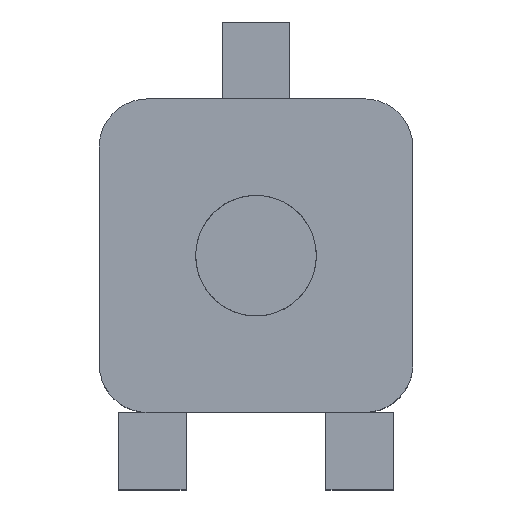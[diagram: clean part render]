
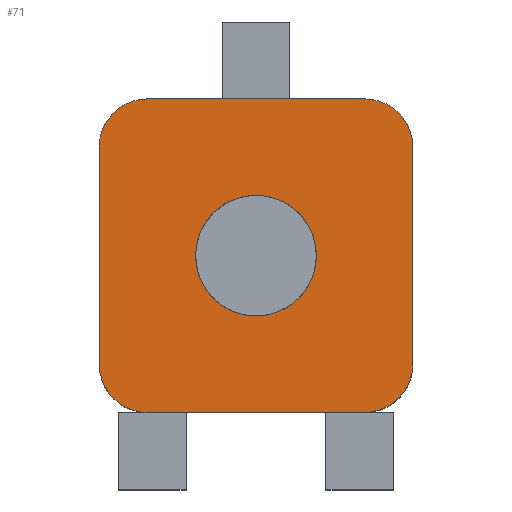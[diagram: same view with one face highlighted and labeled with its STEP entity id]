
A CAD part, top view. The second image highlights one B-rep face of the part: STEP entity #71.
In plain terms, the highlighted planar face has unit normal (0, 0, 1).
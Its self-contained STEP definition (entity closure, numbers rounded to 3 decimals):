
#68=FACE_BOUND('',#142,.T.);
#71=ADVANCED_FACE('',(#106,#68),#521,.T.);
#106=FACE_OUTER_BOUND('',#141,.T.);
#141=EDGE_LOOP('',(#187,#188,#189,#190,#191,#192,#193,#194));
#142=EDGE_LOOP('',(#195,#196));
#187=ORIENTED_EDGE('',*,*,#329,.T.);
#188=ORIENTED_EDGE('',*,*,#341,.T.);
#189=ORIENTED_EDGE('',*,*,#323,.T.);
#190=ORIENTED_EDGE('',*,*,#339,.T.);
#191=ORIENTED_EDGE('',*,*,#325,.T.);
#192=ORIENTED_EDGE('',*,*,#343,.T.);
#193=ORIENTED_EDGE('',*,*,#327,.T.);
#194=ORIENTED_EDGE('',*,*,#345,.T.);
#195=ORIENTED_EDGE('',*,*,#348,.F.);
#196=ORIENTED_EDGE('',*,*,#321,.F.);
#321=EDGE_CURVE('',#464,#482,#445,.T.);
#323=EDGE_CURVE('',#468,#467,#392,.T.);
#325=EDGE_CURVE('',#472,#471,#394,.T.);
#327=EDGE_CURVE('',#476,#475,#396,.T.);
#329=EDGE_CURVE('',#480,#479,#398,.T.);
#339=EDGE_CURVE('',#467,#472,#447,.T.);
#341=EDGE_CURVE('',#479,#468,#449,.T.);
#343=EDGE_CURVE('',#471,#476,#451,.T.);
#345=EDGE_CURVE('',#475,#480,#453,.T.);
#348=EDGE_CURVE('',#482,#464,#456,.T.);
#392=B_SPLINE_CURVE_WITH_KNOTS('',1,(#711,#712),.UNSPECIFIED.,.F.,.F.,(2,
2),(1.,5.5),.UNSPECIFIED.);
#394=B_SPLINE_CURVE_WITH_KNOTS('',1,(#715,#716),.UNSPECIFIED.,.F.,.F.,(2,
2),(7.5,12.),.UNSPECIFIED.);
#396=B_SPLINE_CURVE_WITH_KNOTS('',1,(#719,#720),.UNSPECIFIED.,.F.,.F.,(2,
2),(14.,18.5),.UNSPECIFIED.);
#398=B_SPLINE_CURVE_WITH_KNOTS('',1,(#723,#724),.UNSPECIFIED.,.F.,.F.,(2,
2),(20.5,25.),.UNSPECIFIED.);
#445=(
BOUNDED_CURVE()
B_SPLINE_CURVE(2,(#704,#705,#706,#707,#708),.UNSPECIFIED.,.F.,.F.)
B_SPLINE_CURVE_WITH_KNOTS((3,2,3),(0.,1.963,3.927),
 .UNSPECIFIED.)
CURVE()
GEOMETRIC_REPRESENTATION_ITEM()
RATIONAL_B_SPLINE_CURVE((1.,0.707,1.,0.707,1.))
REPRESENTATION_ITEM('')
);
#447=(
BOUNDED_CURVE()
B_SPLINE_CURVE(2,(#744,#745,#746),.UNSPECIFIED.,.F.,.F.)
B_SPLINE_CURVE_WITH_KNOTS((3,3),(0.,1.571),.UNSPECIFIED.)
CURVE()
GEOMETRIC_REPRESENTATION_ITEM()
RATIONAL_B_SPLINE_CURVE((1.,0.707,1.))
REPRESENTATION_ITEM('')
);
#449=(
BOUNDED_CURVE()
B_SPLINE_CURVE(2,(#750,#751,#752),.UNSPECIFIED.,.F.,.F.)
B_SPLINE_CURVE_WITH_KNOTS((3,3),(-1.571,0.),.UNSPECIFIED.)
CURVE()
GEOMETRIC_REPRESENTATION_ITEM()
RATIONAL_B_SPLINE_CURVE((1.,0.707,1.))
REPRESENTATION_ITEM('')
);
#451=(
BOUNDED_CURVE()
B_SPLINE_CURVE(2,(#756,#757,#758),.UNSPECIFIED.,.F.,.F.)
B_SPLINE_CURVE_WITH_KNOTS((3,3),(0.,1.571),.UNSPECIFIED.)
CURVE()
GEOMETRIC_REPRESENTATION_ITEM()
RATIONAL_B_SPLINE_CURVE((1.,0.707,1.))
REPRESENTATION_ITEM('')
);
#453=(
BOUNDED_CURVE()
B_SPLINE_CURVE(2,(#762,#763,#764),.UNSPECIFIED.,.F.,.F.)
B_SPLINE_CURVE_WITH_KNOTS((3,3),(0.,1.571),.UNSPECIFIED.)
CURVE()
GEOMETRIC_REPRESENTATION_ITEM()
RATIONAL_B_SPLINE_CURVE((1.,0.707,1.))
REPRESENTATION_ITEM('')
);
#456=(
BOUNDED_CURVE()
B_SPLINE_CURVE(2,(#772,#773,#774,#775,#776),.UNSPECIFIED.,.F.,.F.)
B_SPLINE_CURVE_WITH_KNOTS((3,2,3),(3.927,5.89,7.854),
 .UNSPECIFIED.)
CURVE()
GEOMETRIC_REPRESENTATION_ITEM()
RATIONAL_B_SPLINE_CURVE((1.,0.707,1.,0.707,1.))
REPRESENTATION_ITEM('')
);
#464=VERTEX_POINT('',#678);
#467=VERTEX_POINT('',#681);
#468=VERTEX_POINT('',#682);
#471=VERTEX_POINT('',#685);
#472=VERTEX_POINT('',#686);
#475=VERTEX_POINT('',#689);
#476=VERTEX_POINT('',#690);
#479=VERTEX_POINT('',#693);
#480=VERTEX_POINT('',#694);
#482=VERTEX_POINT('',#696);
#521=PLANE('',#568);
#568=AXIS2_PLACEMENT_3D('',#628,#598,$);
#598=DIRECTION('',(0.,0.,1.));
#628=CARTESIAN_POINT('',(-3.25,-3.25,4.));
#678=CARTESIAN_POINT('',(1.25,0.,4.));
#681=CARTESIAN_POINT('',(2.25,-3.25,4.));
#682=CARTESIAN_POINT('',(-2.25,-3.25,4.));
#685=CARTESIAN_POINT('',(3.25,2.25,4.));
#686=CARTESIAN_POINT('',(3.25,-2.25,4.));
#689=CARTESIAN_POINT('',(-2.25,3.25,4.));
#690=CARTESIAN_POINT('',(2.25,3.25,4.));
#693=CARTESIAN_POINT('',(-3.25,-2.25,4.));
#694=CARTESIAN_POINT('',(-3.25,2.25,4.));
#696=CARTESIAN_POINT('',(-1.25,0.,4.));
#704=CARTESIAN_POINT('',(1.25,0.,4.));
#705=CARTESIAN_POINT('',(1.25,1.25,4.));
#706=CARTESIAN_POINT('',(0.,1.25,4.));
#707=CARTESIAN_POINT('',(-1.25,1.25,4.));
#708=CARTESIAN_POINT('',(-1.25,0.,4.));
#711=CARTESIAN_POINT('',(-2.25,-3.25,4.));
#712=CARTESIAN_POINT('',(2.25,-3.25,4.));
#715=CARTESIAN_POINT('',(3.25,-2.25,4.));
#716=CARTESIAN_POINT('',(3.25,2.25,4.));
#719=CARTESIAN_POINT('',(2.25,3.25,4.));
#720=CARTESIAN_POINT('',(-2.25,3.25,4.));
#723=CARTESIAN_POINT('',(-3.25,2.25,4.));
#724=CARTESIAN_POINT('',(-3.25,-2.25,4.));
#744=CARTESIAN_POINT('',(2.25,-3.25,4.));
#745=CARTESIAN_POINT('',(3.25,-3.25,4.));
#746=CARTESIAN_POINT('',(3.25,-2.25,4.));
#750=CARTESIAN_POINT('',(-3.25,-2.25,4.));
#751=CARTESIAN_POINT('',(-3.25,-3.25,4.));
#752=CARTESIAN_POINT('',(-2.25,-3.25,4.));
#756=CARTESIAN_POINT('',(3.25,2.25,4.));
#757=CARTESIAN_POINT('',(3.25,3.25,4.));
#758=CARTESIAN_POINT('',(2.25,3.25,4.));
#762=CARTESIAN_POINT('',(-2.25,3.25,4.));
#763=CARTESIAN_POINT('',(-3.25,3.25,4.));
#764=CARTESIAN_POINT('',(-3.25,2.25,4.));
#772=CARTESIAN_POINT('',(-1.25,0.,4.));
#773=CARTESIAN_POINT('',(-1.25,-1.25,4.));
#774=CARTESIAN_POINT('',(0.,-1.25,4.));
#775=CARTESIAN_POINT('',(1.25,-1.25,4.));
#776=CARTESIAN_POINT('',(1.25,0.,4.));
